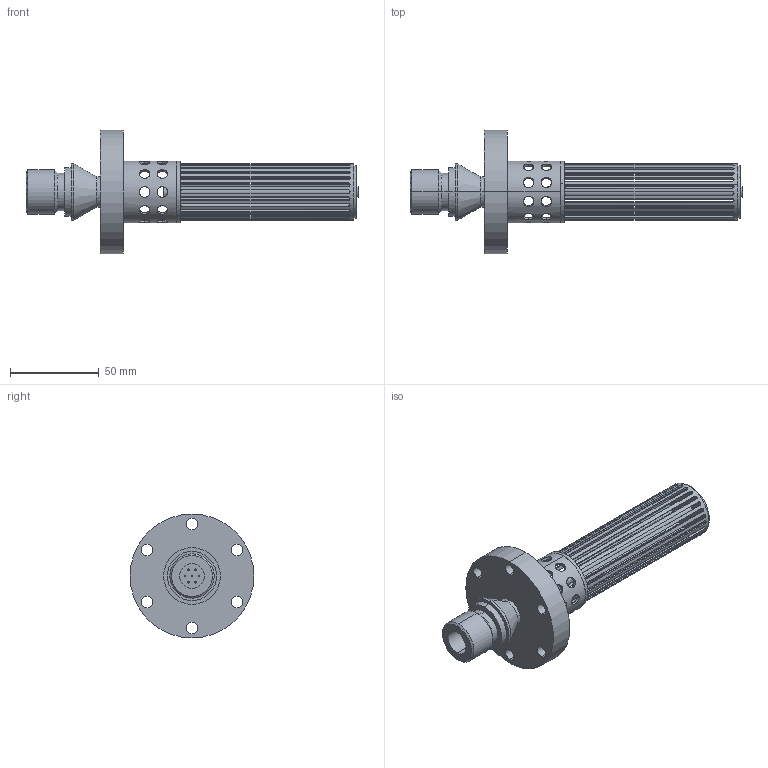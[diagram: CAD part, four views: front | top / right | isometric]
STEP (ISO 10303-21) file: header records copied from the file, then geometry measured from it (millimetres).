
FILE_DESCRIPTION (( 'STEP AP214' ), '1' );
FILE_NAME ('柲ァ撙郪璃-CF35-400L.STEP', '2023-09-25T05:32:53', ( '' ), ( '' ), 'SwSTEP 2.0', 'SolidWorks 2020', '' );
FILE_SCHEMA (( 'AUTOMOTIVE_DESIGN' ));
Length unit declared in the file: millimetre
Products named in the file (1): 柲ァ撙郪璃-CF35-400L
Bounding box: 187.5 x 70 x 70 mm (x, y, z)
Volume: 72220.4 mm3; surface area: 45480.3 mm2
Topology: 4 solids, 4 shells, 261 faces, 732 edges, 475 vertices
Faces by surface type: cylinder 170, plane 81, cone 10
Entity records: 15368 total; most frequent: CARTESIAN_POINT 5734, ORIENTED_EDGE 1464, DIRECTION 1238, EDGE_CURVE 732, VERTEX_POINT 475, AXIS2_PLACEMENT_3D 453, EDGE_LOOP 369, LINE 332
